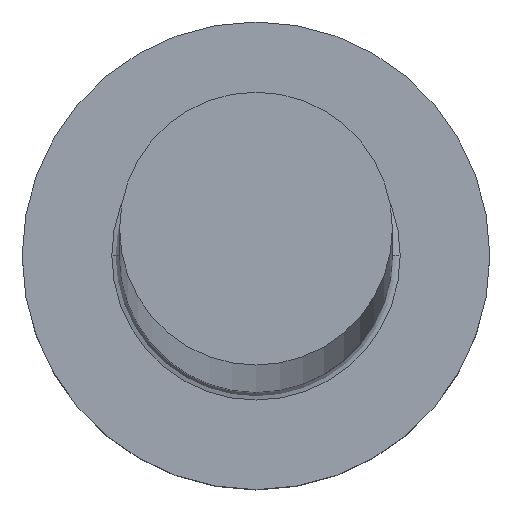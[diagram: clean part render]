
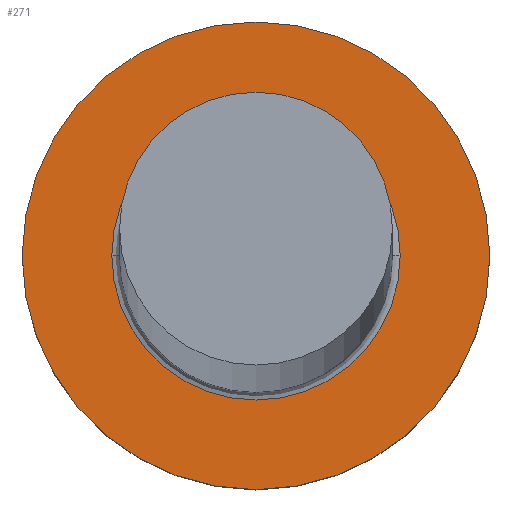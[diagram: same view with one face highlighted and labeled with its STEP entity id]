
A CAD part, top view. The second image highlights one B-rep face of the part: STEP entity #271.
In plain terms, the highlighted planar face has unit normal (0, 0, 1).
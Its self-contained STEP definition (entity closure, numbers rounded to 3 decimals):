
#2 = AXIS2_PLACEMENT_3D ( 'NONE', #287, #145, #49 ) ;
#9 = EDGE_LOOP ( 'NONE', ( #289, #29 ) ) ;
#22 = AXIS2_PLACEMENT_3D ( 'NONE', #239, #238, #170 ) ;
#23 = CARTESIAN_POINT ( 'NONE',  ( 0., 0., 5. ) ) ;
#28 = EDGE_LOOP ( 'NONE', ( #56, #242 ) ) ;
#29 = ORIENTED_EDGE ( 'NONE', *, *, #267, .T. ) ;
#32 = CIRCLE ( 'NONE', #75, 3.7 ) ;
#49 = DIRECTION ( 'NONE',  ( 1., 0., 0. ) ) ;
#52 = DIRECTION ( 'NONE',  ( 1., 0., 0. ) ) ;
#56 = ORIENTED_EDGE ( 'NONE', *, *, #293, .T. ) ;
#70 = PLANE ( 'NONE',  #22 ) ;
#73 = DIRECTION ( 'NONE',  ( 0., 0., 1. ) ) ;
#75 = AXIS2_PLACEMENT_3D ( 'NONE', #197, #211, #92 ) ;
#78 = VERTEX_POINT ( 'NONE', #183 ) ;
#92 = DIRECTION ( 'NONE',  ( 1., 0., 0. ) ) ;
#95 = CARTESIAN_POINT ( 'NONE',  ( 3.7, 0., 5. ) ) ;
#99 = EDGE_CURVE ( 'NONE', #153, #199, #208, .T. ) ;
#114 = FACE_OUTER_BOUND ( 'NONE', #9, .T. ) ;
#145 = DIRECTION ( 'NONE',  ( 0., 0., 1. ) ) ;
#146 = CIRCLE ( 'NONE', #2, 6. ) ;
#153 = VERTEX_POINT ( 'NONE', #225 ) ;
#170 = DIRECTION ( 'NONE',  ( 1., 0., 0. ) ) ;
#176 = VERTEX_POINT ( 'NONE', #252 ) ;
#177 = CIRCLE ( 'NONE', #305, 6. ) ;
#183 = CARTESIAN_POINT ( 'NONE',  ( -6., 0., 5. ) ) ;
#184 = AXIS2_PLACEMENT_3D ( 'NONE', #273, #203, #245 ) ;
#197 = CARTESIAN_POINT ( 'NONE',  ( 0., 0., 5. ) ) ;
#199 = VERTEX_POINT ( 'NONE', #95 ) ;
#203 = DIRECTION ( 'NONE',  ( 0., 0., -1. ) ) ;
#208 = CIRCLE ( 'NONE', #184, 3.7 ) ;
#211 = DIRECTION ( 'NONE',  ( 0., 0., -1. ) ) ;
#225 = CARTESIAN_POINT ( 'NONE',  ( -3.7, 0., 5. ) ) ;
#238 = DIRECTION ( 'NONE',  ( 0., 0., 1. ) ) ;
#239 = CARTESIAN_POINT ( 'NONE',  ( 0., 0., 5. ) ) ;
#242 = ORIENTED_EDGE ( 'NONE', *, *, #99, .T. ) ;
#245 = DIRECTION ( 'NONE',  ( 1., 0., 0. ) ) ;
#252 = CARTESIAN_POINT ( 'NONE',  ( 6., 0., 5. ) ) ;
#267 = EDGE_CURVE ( 'NONE', #176, #78, #146, .T. ) ;
#271 = ADVANCED_FACE ( 'NONE', ( #283, #114 ), #70, .T. ) ;
#273 = CARTESIAN_POINT ( 'NONE',  ( 0., 0., 5. ) ) ;
#283 = FACE_BOUND ( 'NONE', #28, .T. ) ;
#285 = EDGE_CURVE ( 'NONE', #78, #176, #177, .T. ) ;
#287 = CARTESIAN_POINT ( 'NONE',  ( 0., 0., 5. ) ) ;
#289 = ORIENTED_EDGE ( 'NONE', *, *, #285, .T. ) ;
#293 = EDGE_CURVE ( 'NONE', #199, #153, #32, .T. ) ;
#305 = AXIS2_PLACEMENT_3D ( 'NONE', #23, #73, #52 ) ;
